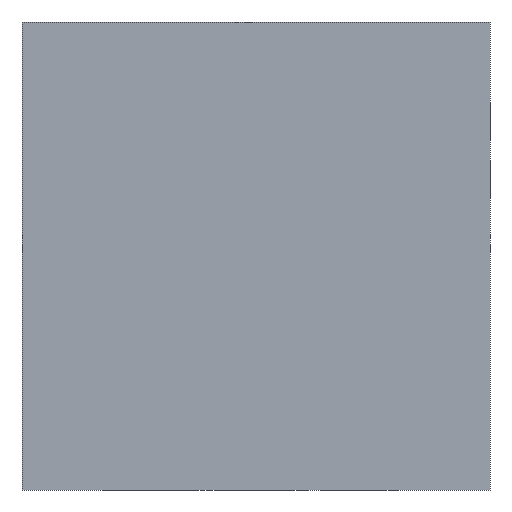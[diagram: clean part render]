
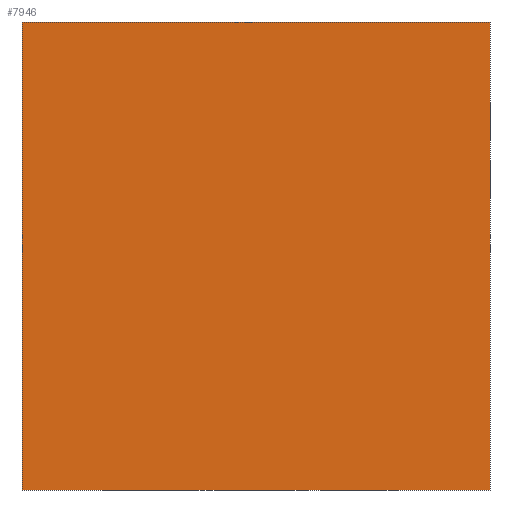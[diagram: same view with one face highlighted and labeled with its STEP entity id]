
A CAD part, front view. The second image highlights one B-rep face of the part: STEP entity #7946.
In plain terms, the highlighted planar face has unit normal (0, -1, 0).
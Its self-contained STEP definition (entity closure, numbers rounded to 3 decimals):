
#867=FACE_OUTER_BOUND('',#1318,.T.);
#1318=EDGE_LOOP('',(#6935,#6936,#6937,#6938));
#1703=LINE('',#11994,#2519);
#2115=LINE('',#13154,#2931);
#2140=LINE('',#13310,#2956);
#2143=LINE('',#13316,#2959);
#2519=VECTOR('',#9008,10.);
#2931=VECTOR('',#9924,10.);
#2956=VECTOR('',#10097,10.);
#2959=VECTOR('',#10106,10.);
#3296=VERTEX_POINT('',#11987);
#3299=VERTEX_POINT('',#11992);
#3649=VERTEX_POINT('',#13153);
#3706=VERTEX_POINT('',#13308);
#4214=EDGE_CURVE('',#3296,#3299,#1703,.T.);
#4715=EDGE_CURVE('',#3649,#3299,#2115,.T.);
#4787=EDGE_CURVE('',#3706,#3649,#2140,.T.);
#4790=EDGE_CURVE('',#3706,#3296,#2143,.T.);
#6935=ORIENTED_EDGE('',*,*,#4790,.T.);
#6936=ORIENTED_EDGE('',*,*,#4214,.T.);
#6937=ORIENTED_EDGE('',*,*,#4715,.F.);
#6938=ORIENTED_EDGE('',*,*,#4787,.F.);
#7228=PLANE('',#8403);
#7946=ADVANCED_FACE('',(#867),#7228,.T.);
#8403=AXIS2_PLACEMENT_3D('',#13315,#10104,#10105);
#9008=DIRECTION('',(0.,0.,1.));
#9924=DIRECTION('',(1.,0.,0.));
#10097=DIRECTION('',(0.,0.,1.));
#10104=DIRECTION('center_axis',(0.,-1.,0.));
#10105=DIRECTION('ref_axis',(1.,0.,0.));
#10106=DIRECTION('',(1.,0.,0.));
#11987=CARTESIAN_POINT('',(44.45,0.,0.));
#11992=CARTESIAN_POINT('',(44.45,0.,44.45));
#11994=CARTESIAN_POINT('',(44.45,0.,0.));
#13153=CARTESIAN_POINT('',(0.,0.,44.45));
#13154=CARTESIAN_POINT('',(0.,0.,44.45));
#13308=CARTESIAN_POINT('',(0.,0.,0.));
#13310=CARTESIAN_POINT('',(0.,0.,0.));
#13315=CARTESIAN_POINT('Origin',(0.,0.,0.));
#13316=CARTESIAN_POINT('',(0.,0.,0.));
